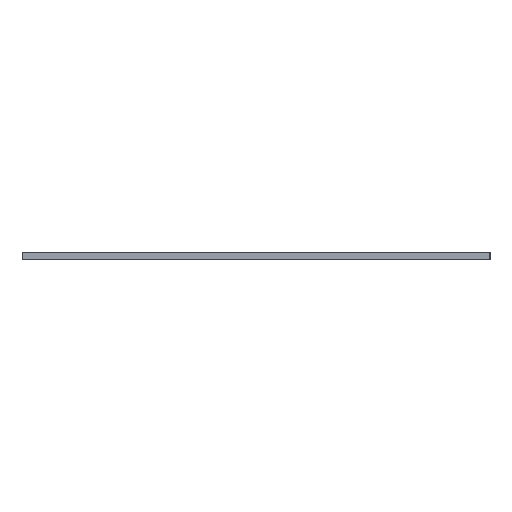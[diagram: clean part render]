
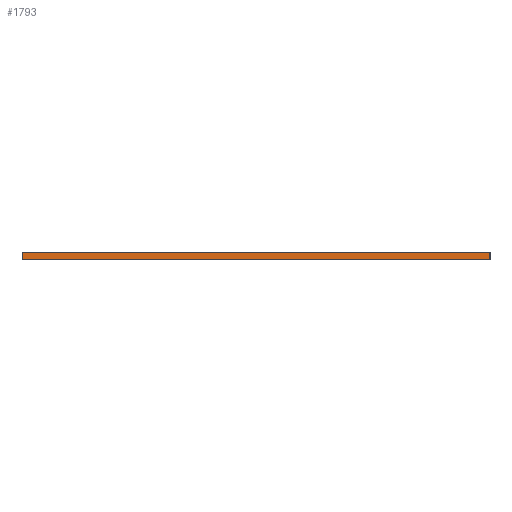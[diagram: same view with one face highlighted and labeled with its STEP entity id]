
A CAD part, left-side view. The second image highlights one B-rep face of the part: STEP entity #1793.
In plain terms, the highlighted planar face has unit normal (-1, 0, 0).
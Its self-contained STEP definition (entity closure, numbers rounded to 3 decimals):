
#125=CARTESIAN_POINT('Vertex',(3.,1.,17.)) ;
#139=CARTESIAN_POINT('Vertex',(3.,121.,17.)) ;
#142=CARTESIAN_POINT('Line Origine',(3.,61.,17.)) ;
#583=CARTESIAN_POINT('Line Origine',(3.,61.,15.)) ;
#587=CARTESIAN_POINT('Vertex',(3.,1.,15.)) ;
#589=CARTESIAN_POINT('Vertex',(3.,121.,15.)) ;
#1736=CARTESIAN_POINT('Line Origine',(3.,1.,16.)) ;
#1770=CARTESIAN_POINT('Line Origine',(3.,121.,16.)) ;
#1782=CARTESIAN_POINT('Axis2P3D Location',(3.,1.,17.)) ;
#144=VECTOR('Line Direction',#143,1.) ;
#585=VECTOR('Line Direction',#584,1.) ;
#1738=VECTOR('Line Direction',#1737,1.) ;
#1772=VECTOR('Line Direction',#1771,1.) ;
#143=DIRECTION('Vector Direction',(0.,1.,0.)) ;
#584=DIRECTION('Vector Direction',(0.,1.,0.)) ;
#1737=DIRECTION('Vector Direction',(0.,0.,-1.)) ;
#1771=DIRECTION('Vector Direction',(0.,0.,-1.)) ;
#1783=DIRECTION('Axis2P3D Direction',(-1.,0.,0.)) ;
#1784=DIRECTION('Axis2P3D XDirection',(0.,1.,0.)) ;
#1785=AXIS2_PLACEMENT_3D('Plane Axis2P3D',#1782,#1783,#1784) ;
#145=LINE('Line',#142,#144) ;
#586=LINE('Line',#583,#585) ;
#1739=LINE('Line',#1736,#1738) ;
#1773=LINE('Line',#1770,#1772) ;
#1786=PLANE('',#1785) ;
#146=EDGE_CURVE('',#126,#140,#145,.T.) ;
#591=EDGE_CURVE('',#588,#590,#586,.T.) ;
#1740=EDGE_CURVE('',#126,#588,#1739,.T.) ;
#1774=EDGE_CURVE('',#140,#590,#1773,.T.) ;
#1788=ORIENTED_EDGE('',*,*,#1740,.F.) ;
#1789=ORIENTED_EDGE('',*,*,#146,.T.) ;
#1790=ORIENTED_EDGE('',*,*,#1774,.T.) ;
#1791=ORIENTED_EDGE('',*,*,#591,.F.) ;
#1787=EDGE_LOOP('',(#1788,#1789,#1790,#1791)) ;
#126=VERTEX_POINT('',#125) ;
#140=VERTEX_POINT('',#139) ;
#588=VERTEX_POINT('',#587) ;
#590=VERTEX_POINT('',#589) ;
#1793=ADVANCED_FACE('Corps principal',(#1792),#1786,.T.) ;
#1792=FACE_OUTER_BOUND('',#1787,.T.) ;
